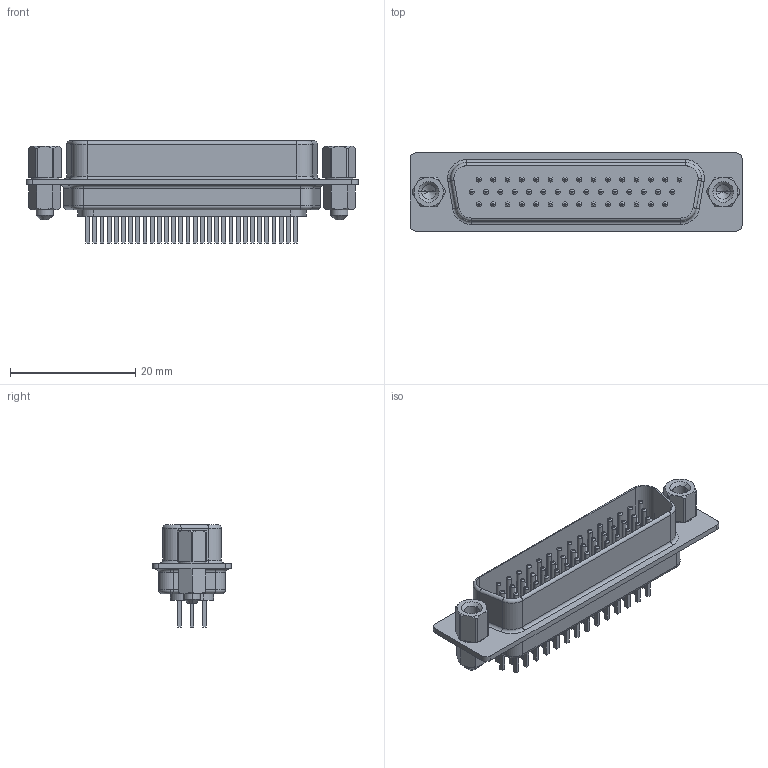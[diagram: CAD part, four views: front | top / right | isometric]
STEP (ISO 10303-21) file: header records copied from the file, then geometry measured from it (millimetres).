
FILE_DESCRIPTION (( 'STEP AP214' ), '1' );
FILE_NAME ('K86X-BD-44P-KJ_rA1.STEP', '2012-08-20T16:10:26', ( 'Daniel' ), ( 'Microsoft' ), 'SwSTEP 2.0', 'SolidWorks 2012', '' );
FILE_SCHEMA (( 'AUTOMOTIVE_DESIGN' ));
Length unit declared in the file: millimetre
Products named in the file (1): K86X-BD-44P-KJ_rA1
Bounding box: 53.04 x 12.55 x 16.3 mm (x, y, z)
Volume: 3298.9 mm3; surface area: 4335.1 mm2
Topology: 1 solids, 3 shells, 627 faces, 1407 edges, 881 vertices
Faces by surface type: plane 323, cylinder 158, torus 112, cone 34
Entity records: 20135 total; most frequent: DIRECTION 3178, CARTESIAN_POINT 3172, ORIENTED_EDGE 2806, EDGE_CURVE 1403, AXIS2_PLACEMENT_3D 1183, VERTEX_POINT 881, VECTOR 812, LINE 812
